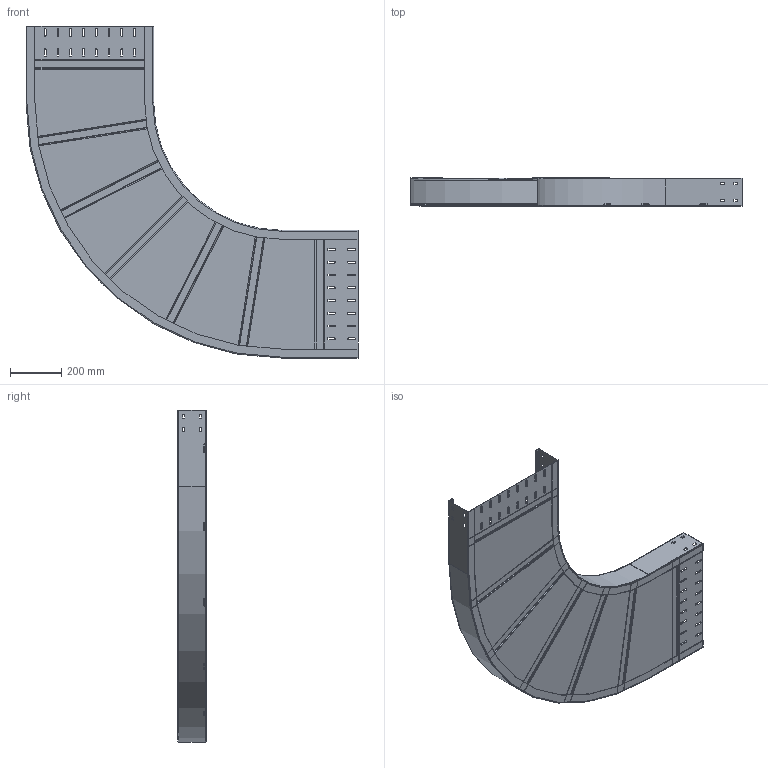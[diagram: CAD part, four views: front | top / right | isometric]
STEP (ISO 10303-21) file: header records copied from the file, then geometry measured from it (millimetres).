
FILE_DESCRIPTION((''),'2;1');
FILE_NAME('6098316_ASM','2012-12-17T',('AndreasKeweloh'),(''),'PRO/ENGINEER BY PARAMETRIC TECHNOLOGY CORPORATION, 2012230','PRO/ENGINEER BY PARAMETRIC TECHNOLOGY CORPORATION, 2012230','');
FILE_SCHEMA(('CONFIG_CONTROL_DESIGN'));
Length unit declared in the file: millimetre
Products named in the file (4): 6098316_BODEN; 6098316INNENHOLM; 6098316AU_ENHOLM; 6098316_ASM
Assembly tree (3 placements, depth 2):
  6098316_ASM
    6098316_BODEN
    6098316INNENHOLM
    6098316AU_ENHOLM
Bounding box: 1300 x 110 x 1300 mm (x, y, z)
Volume: 2504322.9 mm3; surface area: 2974932.8 mm2
Topology: 3 solids, 3 shells, 594 faces, 1628 edges, 1040 vertices
Faces by surface type: cylinder 276, plane 266, bspline 40, torus 12
Entity records: 20086 total; most frequent: CARTESIAN_POINT 4384, DIRECTION 3332, ORIENTED_EDGE 3256, EDGE_CURVE 1628, AXIS2_PLACEMENT_3D 1178, VERTEX_POINT 1040, VECTOR 976, LINE 976
